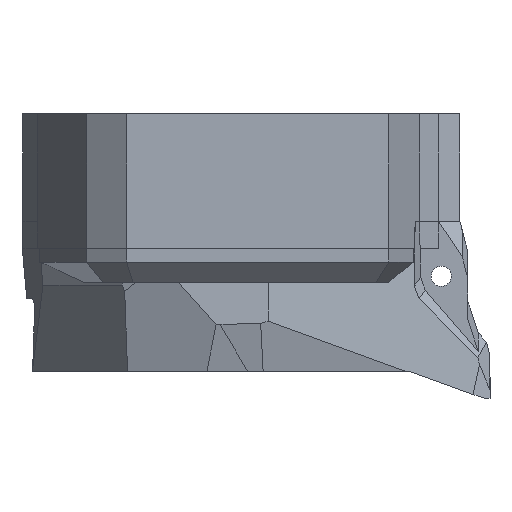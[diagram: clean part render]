
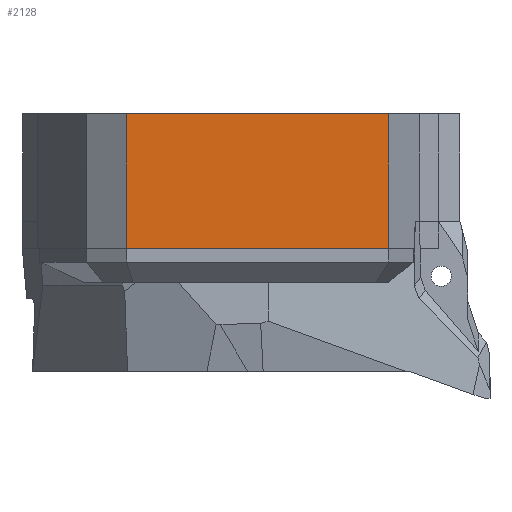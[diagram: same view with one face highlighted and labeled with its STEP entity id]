
A CAD part, left-side view. The second image highlights one B-rep face of the part: STEP entity #2128.
In plain terms, the highlighted planar face has unit normal (-1, 0, 0).
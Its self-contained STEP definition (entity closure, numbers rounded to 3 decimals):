
#107 = VERTEX_POINT('',#108);
#108 = CARTESIAN_POINT('',(21.102,11.491,-4.));
#122 = PLANE('',#123);
#123 = AXIS2_PLACEMENT_3D('',#124,#125,#126);
#124 = CARTESIAN_POINT('',(30.9,6.927,-4.));
#125 = DIRECTION('',(-0.422,-0.906,0.)
  );
#126 = DIRECTION('',(-0.906,0.422,0.));
#150 = PLANE('',#151);
#151 = AXIS2_PLACEMENT_3D('',#152,#153,#154);
#152 = CARTESIAN_POINT('',(21.102,50.332,-4.));
#153 = DIRECTION('',(-1.,0.,0.));
#154 = DIRECTION('',(0.,-1.,0.));
#621 = VERTEX_POINT('',#622);
#622 = CARTESIAN_POINT('',(21.102,50.332,-4.));
#672 = EDGE_CURVE('',#621,#107,#673,.T.);
#673 = SURFACE_CURVE('',#674,(#678,#685),.PCURVE_S1.);
#674 = LINE('',#675,#676);
#675 = CARTESIAN_POINT('',(21.102,50.332,-4.));
#676 = VECTOR('',#677,1.);
#677 = DIRECTION('',(0.,-1.,0.));
#678 = PCURVE('',#150,#679);
#679 = DEFINITIONAL_REPRESENTATION('',(#680),#684);
#680 = LINE('',#681,#682);
#681 = CARTESIAN_POINT('',(0.,0.));
#682 = VECTOR('',#683,1.);
#683 = DIRECTION('',(1.,0.));
#684 = ( GEOMETRIC_REPRESENTATION_CONTEXT(2) 
PARAMETRIC_REPRESENTATION_CONTEXT() REPRESENTATION_CONTEXT('2D SPACE',''
  ) );
#685 = PCURVE('',#686,#691);
#686 = PLANE('',#687);
#687 = AXIS2_PLACEMENT_3D('',#688,#689,#690);
#688 = CARTESIAN_POINT('',(21.102,50.332,-4.));
#689 = DIRECTION('',(1.,0.,0.));
#690 = DIRECTION('',(0.,-1.,0.));
#691 = DEFINITIONAL_REPRESENTATION('',(#692),#696);
#692 = LINE('',#693,#694);
#693 = CARTESIAN_POINT('',(-0.,0.));
#694 = VECTOR('',#695,1.);
#695 = DIRECTION('',(1.,0.));
#696 = ( GEOMETRIC_REPRESENTATION_CONTEXT(2) 
PARAMETRIC_REPRESENTATION_CONTEXT() REPRESENTATION_CONTEXT('2D SPACE',''
  ) );
#800 = VERTEX_POINT('',#801);
#801 = CARTESIAN_POINT('',(21.102,11.491,16.));
#815 = PLANE('',#816);
#816 = AXIS2_PLACEMENT_3D('',#817,#818,#819);
#817 = CARTESIAN_POINT('',(38.698,42.254,16.));
#818 = DIRECTION('',(0.,0.,1.));
#819 = DIRECTION('',(0.,1.,0.));
#827 = EDGE_CURVE('',#107,#800,#828,.T.);
#828 = SURFACE_CURVE('',#829,(#833,#840),.PCURVE_S1.);
#829 = LINE('',#830,#831);
#830 = CARTESIAN_POINT('',(21.102,11.491,-4.));
#831 = VECTOR('',#832,1.);
#832 = DIRECTION('',(0.,0.,1.));
#833 = PCURVE('',#122,#834);
#834 = DEFINITIONAL_REPRESENTATION('',(#835),#839);
#835 = LINE('',#836,#837);
#836 = CARTESIAN_POINT('',(10.809,0.));
#837 = VECTOR('',#838,1.);
#838 = DIRECTION('',(0.,-1.));
#839 = ( GEOMETRIC_REPRESENTATION_CONTEXT(2) 
PARAMETRIC_REPRESENTATION_CONTEXT() REPRESENTATION_CONTEXT('2D SPACE',''
  ) );
#840 = PCURVE('',#686,#841);
#841 = DEFINITIONAL_REPRESENTATION('',(#842),#846);
#842 = LINE('',#843,#844);
#843 = CARTESIAN_POINT('',(38.841,0.));
#844 = VECTOR('',#845,1.);
#845 = DIRECTION('',(0.,-1.));
#846 = ( GEOMETRIC_REPRESENTATION_CONTEXT(2) 
PARAMETRIC_REPRESENTATION_CONTEXT() REPRESENTATION_CONTEXT('2D SPACE',''
  ) );
#2117 = PLANE('',#2118);
#2118 = AXIS2_PLACEMENT_3D('',#2119,#2120,#2121);
#2119 = CARTESIAN_POINT('',(21.102,50.332,-4.));
#2120 = DIRECTION('',(-0.822,0.569,0.)
  );
#2121 = DIRECTION('',(0.569,0.822,0.)
  );
#2128 = ADVANCED_FACE('',(#2129),#686,.F.);
#2129 = FACE_BOUND('',#2130,.F.);
#2130 = EDGE_LOOP('',(#2131,#2154,#2175,#2176));
#2131 = ORIENTED_EDGE('',*,*,#2132,.T.);
#2132 = EDGE_CURVE('',#621,#2133,#2135,.T.);
#2133 = VERTEX_POINT('',#2134);
#2134 = CARTESIAN_POINT('',(21.102,50.332,16.));
#2135 = SURFACE_CURVE('',#2136,(#2140,#2147),.PCURVE_S1.);
#2136 = LINE('',#2137,#2138);
#2137 = CARTESIAN_POINT('',(21.102,50.332,-4.));
#2138 = VECTOR('',#2139,1.);
#2139 = DIRECTION('',(0.,0.,1.));
#2140 = PCURVE('',#686,#2141);
#2141 = DEFINITIONAL_REPRESENTATION('',(#2142),#2146);
#2142 = LINE('',#2143,#2144);
#2143 = CARTESIAN_POINT('',(-0.,0.));
#2144 = VECTOR('',#2145,1.);
#2145 = DIRECTION('',(0.,-1.));
#2146 = ( GEOMETRIC_REPRESENTATION_CONTEXT(2) 
PARAMETRIC_REPRESENTATION_CONTEXT() REPRESENTATION_CONTEXT('2D SPACE',''
  ) );
#2147 = PCURVE('',#2117,#2148);
#2148 = DEFINITIONAL_REPRESENTATION('',(#2149),#2153);
#2149 = LINE('',#2150,#2151);
#2150 = CARTESIAN_POINT('',(0.,0.));
#2151 = VECTOR('',#2152,1.);
#2152 = DIRECTION('',(0.,-1.));
#2153 = ( GEOMETRIC_REPRESENTATION_CONTEXT(2) 
PARAMETRIC_REPRESENTATION_CONTEXT() REPRESENTATION_CONTEXT('2D SPACE',''
  ) );
#2154 = ORIENTED_EDGE('',*,*,#2155,.T.);
#2155 = EDGE_CURVE('',#2133,#800,#2156,.T.);
#2156 = SURFACE_CURVE('',#2157,(#2161,#2168),.PCURVE_S1.);
#2157 = LINE('',#2158,#2159);
#2158 = CARTESIAN_POINT('',(21.102,50.332,16.));
#2159 = VECTOR('',#2160,1.);
#2160 = DIRECTION('',(0.,-1.,0.));
#2161 = PCURVE('',#686,#2162);
#2162 = DEFINITIONAL_REPRESENTATION('',(#2163),#2167);
#2163 = LINE('',#2164,#2165);
#2164 = CARTESIAN_POINT('',(0.,-20.));
#2165 = VECTOR('',#2166,1.);
#2166 = DIRECTION('',(1.,0.));
#2167 = ( GEOMETRIC_REPRESENTATION_CONTEXT(2) 
PARAMETRIC_REPRESENTATION_CONTEXT() REPRESENTATION_CONTEXT('2D SPACE',''
  ) );
#2168 = PCURVE('',#815,#2169);
#2169 = DEFINITIONAL_REPRESENTATION('',(#2170),#2174);
#2170 = LINE('',#2171,#2172);
#2171 = CARTESIAN_POINT('',(8.078,17.596));
#2172 = VECTOR('',#2173,1.);
#2173 = DIRECTION('',(-1.,-0.));
#2174 = ( GEOMETRIC_REPRESENTATION_CONTEXT(2) 
PARAMETRIC_REPRESENTATION_CONTEXT() REPRESENTATION_CONTEXT('2D SPACE',''
  ) );
#2175 = ORIENTED_EDGE('',*,*,#827,.F.);
#2176 = ORIENTED_EDGE('',*,*,#672,.F.);
